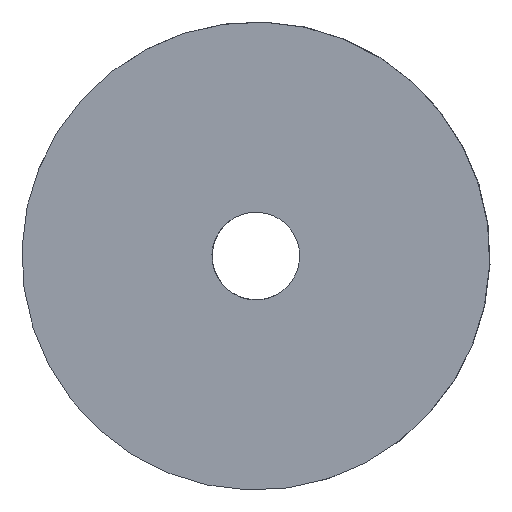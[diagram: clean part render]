
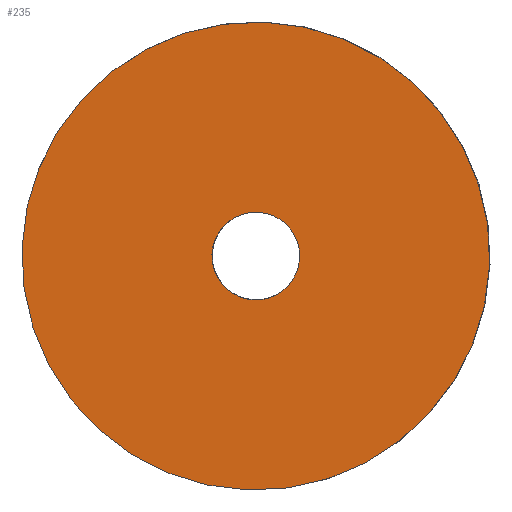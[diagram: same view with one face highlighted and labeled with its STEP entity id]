
A CAD part, left-side view. The second image highlights one B-rep face of the part: STEP entity #235.
In plain terms, the highlighted face is planar.
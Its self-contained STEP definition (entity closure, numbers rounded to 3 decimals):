
#4 = EDGE_LOOP ( 'NONE', ( #24, #112 ) ) ;
#8 = ORIENTED_EDGE ( 'NONE', *, *, #351, .T. ) ;
#20 = CARTESIAN_POINT ( 'NONE',  ( 560.829, -62.476, -9.741 ) ) ;
#24 = ORIENTED_EDGE ( 'NONE', *, *, #361, .F. ) ;
#30 = VERTEX_POINT ( 'NONE', #142 ) ;
#46 = CARTESIAN_POINT ( 'NONE',  ( 560.829, -62.476, -9.741 ) ) ;
#49 = CARTESIAN_POINT ( 'NONE',  ( 560.829, -62.476, -9.741 ) ) ;
#56 = AXIS2_PLACEMENT_3D ( 'NONE', #133, #141, #173 ) ;
#70 = CARTESIAN_POINT ( 'NONE',  ( 560.829, -62.476, -9.741 ) ) ;
#101 = CARTESIAN_POINT ( 'NONE',  ( 565.055, -62.476, -25.173 ) ) ;
#106 = DIRECTION ( 'NONE',  ( 0.95, -0.172, 0.26 ) ) ;
#112 = ORIENTED_EDGE ( 'NONE', *, *, #255, .F. ) ;
#133 = CARTESIAN_POINT ( 'NONE',  ( 560.829, -62.476, -9.741 ) ) ;
#138 = DIRECTION ( 'NONE',  ( 0.264, 0., -0.964 ) ) ;
#141 = DIRECTION ( 'NONE',  ( 0.95, -0.172, 0.26 ) ) ;
#142 = CARTESIAN_POINT ( 'NONE',  ( 561.621, -62.476, -12.634 ) ) ;
#145 = AXIS2_PLACEMENT_3D ( 'NONE', #70, #106, #138 ) ;
#149 = EDGE_LOOP ( 'NONE', ( #270, #8 ) ) ;
#157 = CIRCLE ( 'NONE', #257, 3. ) ;
#167 = DIRECTION ( 'NONE',  ( 0.95, -0.172, 0.26 ) ) ;
#173 = DIRECTION ( 'NONE',  ( 0.264, 0., -0.964 ) ) ;
#174 = VERTEX_POINT ( 'NONE', #347 ) ;
#193 = PLANE ( 'NONE',  #56 ) ;
#197 = DIRECTION ( 'NONE',  ( 0.95, -0.172, 0.26 ) ) ;
#199 = DIRECTION ( 'NONE',  ( 0.264, 0., -0.964 ) ) ;
#228 = FACE_BOUND ( 'NONE', #4, .T. ) ;
#232 = DIRECTION ( 'NONE',  ( 0.264, 0., -0.964 ) ) ;
#235 = ADVANCED_FACE ( 'NONE', ( #298, #228 ), #193, .T. ) ;
#255 = EDGE_CURVE ( 'NONE', #30, #174, #157, .T. ) ;
#257 = AXIS2_PLACEMENT_3D ( 'NONE', #46, #282, #287 ) ;
#260 = VERTEX_POINT ( 'NONE', #101 ) ;
#264 = VERTEX_POINT ( 'NONE', #310 ) ;
#265 = EDGE_CURVE ( 'NONE', #264, #260, #318, .T. ) ;
#269 = CIRCLE ( 'NONE', #145, 16. ) ;
#270 = ORIENTED_EDGE ( 'NONE', *, *, #265, .T. ) ;
#282 = DIRECTION ( 'NONE',  ( 0.95, -0.172, 0.26 ) ) ;
#287 = DIRECTION ( 'NONE',  ( 0.264, 0., -0.964 ) ) ;
#298 = FACE_OUTER_BOUND ( 'NONE', #149, .T. ) ;
#310 = CARTESIAN_POINT ( 'NONE',  ( 556.603, -62.476, 5.691 ) ) ;
#312 = CIRCLE ( 'NONE', #360, 3. ) ;
#318 = CIRCLE ( 'NONE', #366, 16. ) ;
#347 = CARTESIAN_POINT ( 'NONE',  ( 560.036, -62.476, -6.847 ) ) ;
#351 = EDGE_CURVE ( 'NONE', #260, #264, #269, .T. ) ;
#360 = AXIS2_PLACEMENT_3D ( 'NONE', #49, #197, #199 ) ;
#361 = EDGE_CURVE ( 'NONE', #174, #30, #312, .T. ) ;
#366 = AXIS2_PLACEMENT_3D ( 'NONE', #20, #167, #232 ) ;
